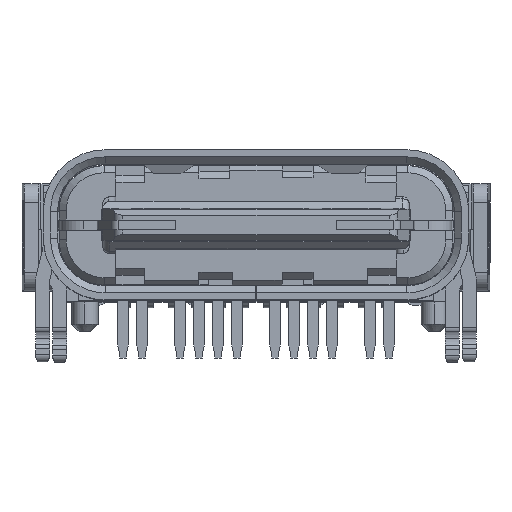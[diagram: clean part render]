
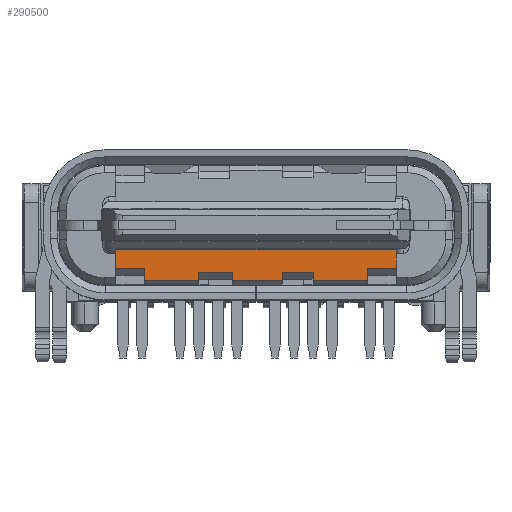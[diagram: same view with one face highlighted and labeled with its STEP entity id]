
A CAD part, top view. The second image highlights one B-rep face of the part: STEP entity #290500.
In plain terms, the highlighted face is planar.
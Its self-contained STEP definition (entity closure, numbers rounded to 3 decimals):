
#64590=CARTESIAN_POINT('',(-1.367,-0.489,
4.55));
#64600=VERTEX_POINT('',#64590);
#64630=CARTESIAN_POINT('',(-1.95,-0.489,
4.55));
#64640=DIRECTION('',(1.,0.,0.));
#64650=VECTOR('',#64640,1.);
#64660=LINE('',#64630,#64650);
#64670=CARTESIAN_POINT('',(-2.512,-0.489,
4.55));
#64680=VERTEX_POINT('',#64670);
#64690=EDGE_CURVE('',#64680,#64600,#64660,.T.);
#64870=CARTESIAN_POINT('',(-2.512,0.,4.55));
#64880=DIRECTION('',(0.,-1.,0.));
#64890=VECTOR('',#64880,1.);
#64900=LINE('',#64870,#64890);
#64910=CARTESIAN_POINT('',(-2.512,-0.239,
4.55));
#64920=VERTEX_POINT('',#64910);
#64930=EDGE_CURVE('',#64920,#64680,#64900,.T.);
#65740=CARTESIAN_POINT('',(-3.117,-0.239,
4.55));
#65750=VERTEX_POINT('',#65740);
#65780=CARTESIAN_POINT('',(-3.117,0.,4.55));
#65790=DIRECTION('',(0.,-1.,0.));
#65800=VECTOR('',#65790,1.);
#65810=LINE('',#65780,#65800);
#65820=CARTESIAN_POINT('',(-3.117,0.166,
4.55));
#65830=VERTEX_POINT('',#65820);
#65840=EDGE_CURVE('',#65830,#65750,#65810,.T.);
#289380=CARTESIAN_POINT('',(-1.367,-0.319,
4.55));
#289390=VERTEX_POINT('',#289380);
#289420=CARTESIAN_POINT('',(-1.367,0.,4.55));
#289430=DIRECTION('',(0.,-1.,0.));
#289440=VECTOR('',#289430,1.);
#289450=LINE('',#289420,#289440);
#289460=EDGE_CURVE('',#289390,#64600,#289450,.T.);
#289510=CARTESIAN_POINT('',(1.033,-0.509,
4.55));
#289520=DIRECTION('',(0.,0.,-1.));
#289530=DIRECTION('',(-1.,0.,0.));
#289540=AXIS2_PLACEMENT_3D('',#289510,#289520,#289530);
#289550=PLANE('',#289540);
#289560=CARTESIAN_POINT('',(2.178,0.,4.55));
#289570=DIRECTION('',(0.,-1.,0.));
#289580=VECTOR('',#289570,1.);
#289590=LINE('',#289560,#289580);
#289600=CARTESIAN_POINT('',(2.178,-0.239,
4.55));
#289610=VERTEX_POINT('',#289600);
#289620=CARTESIAN_POINT('',(2.178,-0.489,
4.55));
#289630=VERTEX_POINT('',#289620);
#289640=EDGE_CURVE('',#289610,#289630,#289590,.T.);
#289650=ORIENTED_EDGE('',*,*,#289640,.T.);
#289660=CARTESIAN_POINT('',(0.,-0.239,4.55));
#289670=DIRECTION('',(-1.,0.,0.));
#289680=VECTOR('',#289670,1.);
#289690=LINE('',#289660,#289680);
#289700=CARTESIAN_POINT('',(2.783,-0.239,
4.55));
#289710=VERTEX_POINT('',#289700);
#289720=EDGE_CURVE('',#289710,#289610,#289690,.T.);
#289730=ORIENTED_EDGE('',*,*,#289720,.T.);
#289740=CARTESIAN_POINT('',(2.783,0.,4.55));
#289750=DIRECTION('',(0.,1.,0.));
#289760=VECTOR('',#289750,1.);
#289770=LINE('',#289740,#289760);
#289780=CARTESIAN_POINT('',(2.783,0.166,
4.55));
#289790=VERTEX_POINT('',#289780);
#289800=EDGE_CURVE('',#289710,#289790,#289770,.T.);
#289810=ORIENTED_EDGE('',*,*,#289800,.F.);
#289820=CARTESIAN_POINT('',(0.,0.166,4.55));
#289830=DIRECTION('',(1.,0.,0.));
#289840=VECTOR('',#289830,1.);
#289850=LINE('',#289820,#289840);
#289860=EDGE_CURVE('',#65830,#289790,#289850,.T.);
#289870=ORIENTED_EDGE('',*,*,#289860,.T.);
#289880=ORIENTED_EDGE('',*,*,#65840,.F.);
#289890=CARTESIAN_POINT('',(0.,-0.239,4.55));
#289900=DIRECTION('',(-1.,0.,0.));
#289910=VECTOR('',#289900,1.);
#289920=LINE('',#289890,#289910);
#289930=EDGE_CURVE('',#64920,#65750,#289920,.T.);
#289940=ORIENTED_EDGE('',*,*,#289930,.T.);
#289950=ORIENTED_EDGE('',*,*,#64930,.F.);
#289960=ORIENTED_EDGE('',*,*,#64690,.F.);
#289970=ORIENTED_EDGE('',*,*,#289460,.T.);
#289980=CARTESIAN_POINT('',(0.,-0.319,4.55));
#289990=DIRECTION('',(-1.,0.,0.));
#290000=VECTOR('',#289990,1.);
#290010=LINE('',#289980,#290000);
#290020=CARTESIAN_POINT('',(-0.717,-0.319,
4.55));
#290030=VERTEX_POINT('',#290020);
#290040=EDGE_CURVE('',#290030,#289390,#290010,.T.);
#290050=ORIENTED_EDGE('',*,*,#290040,.T.);
#290060=CARTESIAN_POINT('',(-0.717,-0.509,
4.55));
#290070=DIRECTION('',(0.,-1.,0.));
#290080=VECTOR('',#290070,1.);
#290090=LINE('',#290060,#290080);
#290100=CARTESIAN_POINT('',(-0.717,-0.494,
4.55));
#290110=VERTEX_POINT('',#290100);
#290120=EDGE_CURVE('',#290030,#290110,#290090,.T.);
#290130=ORIENTED_EDGE('',*,*,#290120,.F.);
#290140=CARTESIAN_POINT('',(-0.167,-0.494,
4.55));
#290150=DIRECTION('',(1.,0.,0.));
#290160=VECTOR('',#290150,1.);
#290170=LINE('',#290140,#290160);
#290180=CARTESIAN_POINT('',(0.333,-0.494,
4.55));
#290190=VERTEX_POINT('',#290180);
#290200=EDGE_CURVE('',#290110,#290190,#290170,.T.);
#290210=ORIENTED_EDGE('',*,*,#290200,.F.);
#290220=CARTESIAN_POINT('',(0.333,-0.509,
4.55));
#290230=DIRECTION('',(0.,1.,0.));
#290240=VECTOR('',#290230,1.);
#290250=LINE('',#290220,#290240);
#290260=CARTESIAN_POINT('',(0.333,-0.319,
4.55));
#290270=VERTEX_POINT('',#290260);
#290280=EDGE_CURVE('',#290190,#290270,#290250,.T.);
#290290=ORIENTED_EDGE('',*,*,#290280,.F.);
#290300=CARTESIAN_POINT('',(1.033,-0.319,
4.55));
#290310=VERTEX_POINT('',#290300);
#290320=EDGE_CURVE('',#290310,#290270,#290010,.T.);
#290330=ORIENTED_EDGE('',*,*,#290320,.T.);
#290340=CARTESIAN_POINT('',(1.033,0.,4.55));
#290350=DIRECTION('',(0.,1.,0.));
#290360=VECTOR('',#290350,1.);
#290370=LINE('',#290340,#290360);
#290380=CARTESIAN_POINT('',(1.033,-0.489,
4.55));
#290390=VERTEX_POINT('',#290380);
#290400=EDGE_CURVE('',#290390,#290310,#290370,.T.);
#290410=ORIENTED_EDGE('',*,*,#290400,.T.);
#290420=CARTESIAN_POINT('',(1.615,-0.489,
4.55));
#290430=DIRECTION('',(1.,0.,0.));
#290440=VECTOR('',#290430,1.);
#290450=LINE('',#290420,#290440);
#290460=EDGE_CURVE('',#290390,#289630,#290450,.T.);
#290470=ORIENTED_EDGE('',*,*,#290460,.F.);
#290480=EDGE_LOOP('',(#290470,#290410,#290330,#290290,#290210,#290130,
#290050,#289970,#289960,#289950,#289940,#289880,#289870,#289810,#289730,
#289650));
#290490=FACE_OUTER_BOUND('',#290480,.T.);
#290500=ADVANCED_FACE('',(#290490),#289550,.T.);
